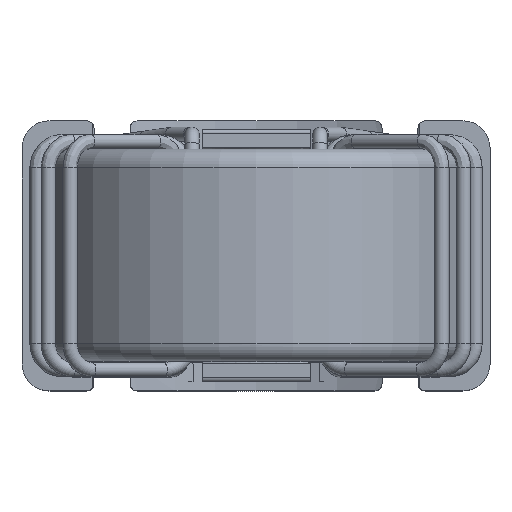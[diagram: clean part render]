
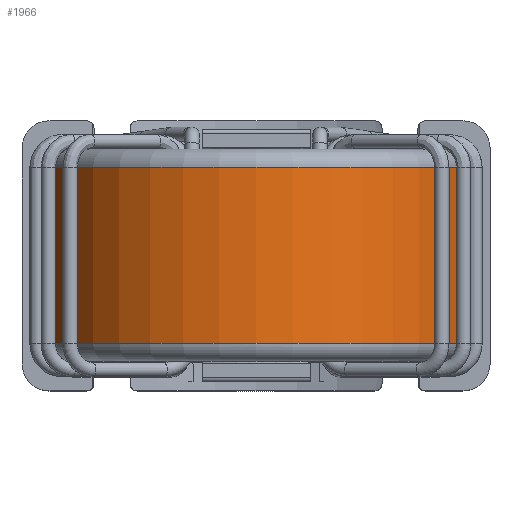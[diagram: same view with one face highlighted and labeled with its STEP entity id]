
A CAD part, top view. The second image highlights one B-rep face of the part: STEP entity #1966.
In plain terms, the highlighted cylindrical face has radius 5.9 mm (diameter 11.8 mm), a full revolution.
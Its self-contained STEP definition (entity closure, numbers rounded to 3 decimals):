
#1966 = ADVANCED_FACE( '', ( #3964, #3965 ), #3966, .T. );
#3964 = FACE_OUTER_BOUND( '', #10363, .T. );
#3965 = FACE_OUTER_BOUND( '', #10364, .T. );
#3966 = CYLINDRICAL_SURFACE( '', #10365, 5.9 );
#10363 = EDGE_LOOP( '', ( #13551 ) );
#10364 = EDGE_LOOP( '', ( #13552 ) );
#10365 = AXIS2_PLACEMENT_3D( '', #13553, #13554, #13555 );
#13551 = ORIENTED_EDGE( '', *, *, #14264, .T. );
#13552 = ORIENTED_EDGE( '', *, *, #14205, .T. );
#13553 = CARTESIAN_POINT( '', ( 0., -2.95, 0. ) );
#13554 = DIRECTION( '', ( 0., -1., 0. ) );
#13555 = DIRECTION( '', ( 0., 0., 1. ) );
#14205 = EDGE_CURVE( '', #15169, #15169, #15170, .T. );
#14264 = EDGE_CURVE( '', #15238, #15238, #15239, .F. );
#15169 = VERTEX_POINT( '', #16373 );
#15170 = CIRCLE( '', #16374, 5.9 );
#15238 = VERTEX_POINT( '', #16464 );
#15239 = CIRCLE( '', #16465, 5.9 );
#16373 = CARTESIAN_POINT( '', ( 0., -2.45, 5.9 ) );
#16374 = AXIS2_PLACEMENT_3D( '', #17199, #17200, #17201 );
#16464 = CARTESIAN_POINT( '', ( 0., 2.45, 5.9 ) );
#16465 = AXIS2_PLACEMENT_3D( '', #17232, #17233, #17234 );
#17199 = CARTESIAN_POINT( '', ( 0., -2.45, 0. ) );
#17200 = DIRECTION( '', ( 0., 1., 0. ) );
#17201 = DIRECTION( '', ( 0., 0., 1. ) );
#17232 = CARTESIAN_POINT( '', ( 0., 2.45, 0. ) );
#17233 = DIRECTION( '', ( 0., 1., 0. ) );
#17234 = DIRECTION( '', ( 0., 0., 1. ) );
